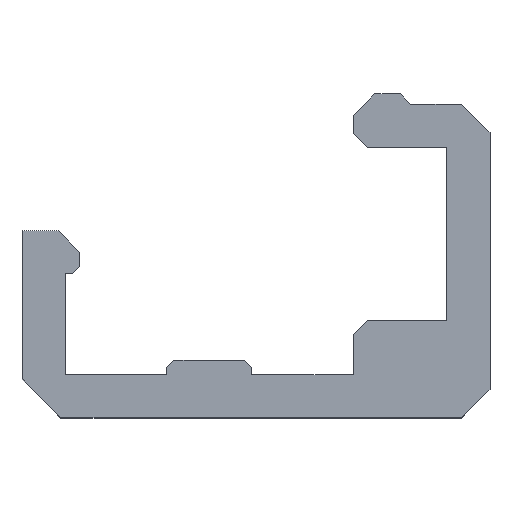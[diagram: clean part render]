
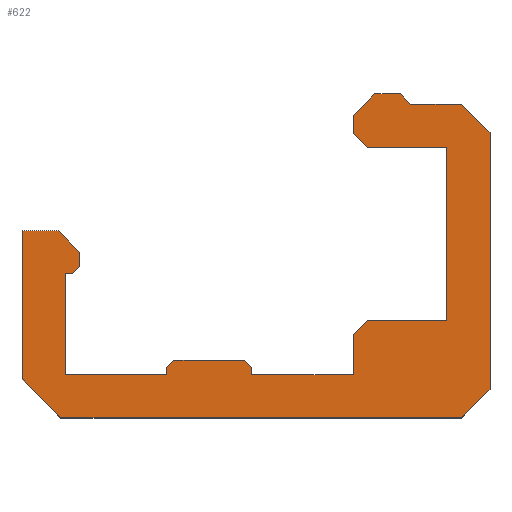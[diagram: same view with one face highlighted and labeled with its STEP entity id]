
A CAD part, top view. The second image highlights one B-rep face of the part: STEP entity #622.
In plain terms, the highlighted planar face has unit normal (0, 0, 1).
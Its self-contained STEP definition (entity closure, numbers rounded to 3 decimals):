
#16=FACE_OUTER_BOUND('',#48,.T.);
#48=EDGE_LOOP('',(#413,#414,#415,#416,#417,#418,#419,#420,#421,#422,#423,
#424,#425,#426,#427,#428,#429,#430,#431,#432,#433,#434,#435,#436,#437,#438,
#439,#440,#441,#442));
#79=LINE('',#859,#169);
#83=LINE('',#867,#173);
#84=LINE('',#869,#174);
#85=LINE('',#871,#175);
#86=LINE('',#873,#176);
#87=LINE('',#875,#177);
#88=LINE('',#877,#178);
#89=LINE('',#879,#179);
#90=LINE('',#881,#180);
#91=LINE('',#883,#181);
#92=LINE('',#885,#182);
#93=LINE('',#887,#183);
#94=LINE('',#889,#184);
#95=LINE('',#891,#185);
#96=LINE('',#893,#186);
#97=LINE('',#895,#187);
#98=LINE('',#897,#188);
#99=LINE('',#899,#189);
#100=LINE('',#901,#190);
#101=LINE('',#903,#191);
#102=LINE('',#905,#192);
#103=LINE('',#907,#193);
#104=LINE('',#909,#194);
#105=LINE('',#911,#195);
#106=LINE('',#913,#196);
#107=LINE('',#915,#197);
#108=LINE('',#917,#198);
#109=LINE('',#919,#199);
#110=LINE('',#921,#200);
#111=LINE('',#922,#201);
#169=VECTOR('',#703,10.);
#173=VECTOR('',#709,10.);
#174=VECTOR('',#710,10.);
#175=VECTOR('',#711,10.);
#176=VECTOR('',#712,10.);
#177=VECTOR('',#713,10.);
#178=VECTOR('',#714,10.);
#179=VECTOR('',#715,10.);
#180=VECTOR('',#716,10.);
#181=VECTOR('',#717,10.);
#182=VECTOR('',#718,10.);
#183=VECTOR('',#719,10.);
#184=VECTOR('',#720,10.);
#185=VECTOR('',#721,10.);
#186=VECTOR('',#722,10.);
#187=VECTOR('',#723,10.);
#188=VECTOR('',#724,10.);
#189=VECTOR('',#725,10.);
#190=VECTOR('',#726,10.);
#191=VECTOR('',#727,10.);
#192=VECTOR('',#728,10.);
#193=VECTOR('',#729,10.);
#194=VECTOR('',#730,10.);
#195=VECTOR('',#731,10.);
#196=VECTOR('',#732,10.);
#197=VECTOR('',#733,10.);
#198=VECTOR('',#734,10.);
#199=VECTOR('',#735,10.);
#200=VECTOR('',#736,10.);
#201=VECTOR('',#737,10.);
#259=VERTEX_POINT('',#857);
#260=VERTEX_POINT('',#858);
#263=VERTEX_POINT('',#866);
#264=VERTEX_POINT('',#868);
#265=VERTEX_POINT('',#870);
#266=VERTEX_POINT('',#872);
#267=VERTEX_POINT('',#874);
#268=VERTEX_POINT('',#876);
#269=VERTEX_POINT('',#878);
#270=VERTEX_POINT('',#880);
#271=VERTEX_POINT('',#882);
#272=VERTEX_POINT('',#884);
#273=VERTEX_POINT('',#886);
#274=VERTEX_POINT('',#888);
#275=VERTEX_POINT('',#890);
#276=VERTEX_POINT('',#892);
#277=VERTEX_POINT('',#894);
#278=VERTEX_POINT('',#896);
#279=VERTEX_POINT('',#898);
#280=VERTEX_POINT('',#900);
#281=VERTEX_POINT('',#902);
#282=VERTEX_POINT('',#904);
#283=VERTEX_POINT('',#906);
#284=VERTEX_POINT('',#908);
#285=VERTEX_POINT('',#910);
#286=VERTEX_POINT('',#912);
#287=VERTEX_POINT('',#914);
#288=VERTEX_POINT('',#916);
#289=VERTEX_POINT('',#918);
#290=VERTEX_POINT('',#920);
#319=EDGE_CURVE('',#259,#260,#79,.T.);
#323=EDGE_CURVE('',#259,#263,#83,.T.);
#324=EDGE_CURVE('',#264,#263,#84,.T.);
#325=EDGE_CURVE('',#265,#264,#85,.T.);
#326=EDGE_CURVE('',#265,#266,#86,.T.);
#327=EDGE_CURVE('',#267,#266,#87,.T.);
#328=EDGE_CURVE('',#268,#267,#88,.T.);
#329=EDGE_CURVE('',#269,#268,#89,.T.);
#330=EDGE_CURVE('',#269,#270,#90,.T.);
#331=EDGE_CURVE('',#271,#270,#91,.T.);
#332=EDGE_CURVE('',#272,#271,#92,.T.);
#333=EDGE_CURVE('',#273,#272,#93,.T.);
#334=EDGE_CURVE('',#274,#273,#94,.T.);
#335=EDGE_CURVE('',#275,#274,#95,.T.);
#336=EDGE_CURVE('',#276,#275,#96,.T.);
#337=EDGE_CURVE('',#276,#277,#97,.T.);
#338=EDGE_CURVE('',#277,#278,#98,.T.);
#339=EDGE_CURVE('',#279,#278,#99,.T.);
#340=EDGE_CURVE('',#280,#279,#100,.T.);
#341=EDGE_CURVE('',#281,#280,#101,.T.);
#342=EDGE_CURVE('',#282,#281,#102,.T.);
#343=EDGE_CURVE('',#283,#282,#103,.T.);
#344=EDGE_CURVE('',#284,#283,#104,.T.);
#345=EDGE_CURVE('',#285,#284,#105,.T.);
#346=EDGE_CURVE('',#285,#286,#106,.T.);
#347=EDGE_CURVE('',#287,#286,#107,.T.);
#348=EDGE_CURVE('',#287,#288,#108,.T.);
#349=EDGE_CURVE('',#289,#288,#109,.T.);
#350=EDGE_CURVE('',#290,#289,#110,.T.);
#351=EDGE_CURVE('',#260,#290,#111,.T.);
#413=ORIENTED_EDGE('',*,*,#319,.F.);
#414=ORIENTED_EDGE('',*,*,#323,.T.);
#415=ORIENTED_EDGE('',*,*,#324,.F.);
#416=ORIENTED_EDGE('',*,*,#325,.F.);
#417=ORIENTED_EDGE('',*,*,#326,.T.);
#418=ORIENTED_EDGE('',*,*,#327,.F.);
#419=ORIENTED_EDGE('',*,*,#328,.F.);
#420=ORIENTED_EDGE('',*,*,#329,.F.);
#421=ORIENTED_EDGE('',*,*,#330,.T.);
#422=ORIENTED_EDGE('',*,*,#331,.F.);
#423=ORIENTED_EDGE('',*,*,#332,.F.);
#424=ORIENTED_EDGE('',*,*,#333,.F.);
#425=ORIENTED_EDGE('',*,*,#334,.F.);
#426=ORIENTED_EDGE('',*,*,#335,.F.);
#427=ORIENTED_EDGE('',*,*,#336,.F.);
#428=ORIENTED_EDGE('',*,*,#337,.T.);
#429=ORIENTED_EDGE('',*,*,#338,.T.);
#430=ORIENTED_EDGE('',*,*,#339,.F.);
#431=ORIENTED_EDGE('',*,*,#340,.F.);
#432=ORIENTED_EDGE('',*,*,#341,.F.);
#433=ORIENTED_EDGE('',*,*,#342,.F.);
#434=ORIENTED_EDGE('',*,*,#343,.F.);
#435=ORIENTED_EDGE('',*,*,#344,.F.);
#436=ORIENTED_EDGE('',*,*,#345,.F.);
#437=ORIENTED_EDGE('',*,*,#346,.T.);
#438=ORIENTED_EDGE('',*,*,#347,.F.);
#439=ORIENTED_EDGE('',*,*,#348,.T.);
#440=ORIENTED_EDGE('',*,*,#349,.F.);
#441=ORIENTED_EDGE('',*,*,#350,.F.);
#442=ORIENTED_EDGE('',*,*,#351,.F.);
#590=PLANE('',#668);
#622=ADVANCED_FACE('',(#16),#590,.T.);
#668=AXIS2_PLACEMENT_3D('',#865,#707,#708);
#703=DIRECTION('',(0.707,-0.707,0.));
#707=DIRECTION('center_axis',(0.,0.,1.));
#708=DIRECTION('ref_axis',(1.,0.,0.));
#709=DIRECTION('',(-1.,0.,0.));
#710=DIRECTION('',(0.,1.,0.));
#711=DIRECTION('',(-0.707,0.707,0.));
#712=DIRECTION('',(1.,0.,0.));
#713=DIRECTION('',(-0.707,-0.707,0.));
#714=DIRECTION('',(0.,-1.,0.));
#715=DIRECTION('',(0.707,-0.707,0.));
#716=DIRECTION('',(-1.,0.,0.));
#717=DIRECTION('',(0.707,-0.707,0.));
#718=DIRECTION('',(1.,0.,0.));
#719=DIRECTION('',(0.707,0.707,0.));
#720=DIRECTION('',(0.,1.,0.));
#721=DIRECTION('',(-0.707,0.707,0.));
#722=DIRECTION('',(-1.,0.,0.));
#723=DIRECTION('',(0.,-1.,0.));
#724=DIRECTION('',(-1.,0.,0.));
#725=DIRECTION('',(0.707,0.707,0.));
#726=DIRECTION('',(0.,1.,0.));
#727=DIRECTION('',(1.,0.,0.));
#728=DIRECTION('',(0.,-1.,0.));
#729=DIRECTION('',(0.707,-0.707,0.));
#730=DIRECTION('',(1.,0.,0.));
#731=DIRECTION('',(0.707,0.707,0.));
#732=DIRECTION('',(0.,-1.,0.));
#733=DIRECTION('',(1.,0.,0.));
#734=DIRECTION('',(0.,1.,0.));
#735=DIRECTION('',(-1.,0.,0.));
#736=DIRECTION('',(-0.707,-0.707,0.));
#737=DIRECTION('',(0.,-1.,0.));
#857=CARTESIAN_POINT('',(-0.5,10.,0.));
#858=CARTESIAN_POINT('',(1.,8.5,0.));
#859=CARTESIAN_POINT('',(3.688,5.813,0.));
#865=CARTESIAN_POINT('Origin',(13.25,8.5,0.));
#866=CARTESIAN_POINT('',(-3.,10.,0.));
#867=CARTESIAN_POINT('',(7.125,10.,0.));
#868=CARTESIAN_POINT('',(-3.,-0.293,0.));
#869=CARTESIAN_POINT('',(-3.,10.05,0.));
#870=CARTESIAN_POINT('',(-0.293,-3.,0.));
#871=CARTESIAN_POINT('',(-0.459,-2.834,0.));
#872=CARTESIAN_POINT('',(27.5,-3.,0.));
#873=CARTESIAN_POINT('',(-3.,-3.,0.));
#874=CARTESIAN_POINT('',(29.5,-1.,0.));
#875=CARTESIAN_POINT('',(27.313,-3.188,0.));
#876=CARTESIAN_POINT('',(29.5,16.786,0.));
#877=CARTESIAN_POINT('',(29.5,18.786,0.));
#878=CARTESIAN_POINT('',(27.5,18.786,0.));
#879=CARTESIAN_POINT('',(27.009,19.277,0.));
#880=CARTESIAN_POINT('',(24.,18.786,0.));
#881=CARTESIAN_POINT('',(29.5,18.786,0.));
#882=CARTESIAN_POINT('',(23.286,19.5,0.));
#883=CARTESIAN_POINT('',(23.634,19.152,0.));
#884=CARTESIAN_POINT('',(21.5,19.5,0.));
#885=CARTESIAN_POINT('',(5.125,19.5,0.));
#886=CARTESIAN_POINT('',(20.,18.,0.));
#887=CARTESIAN_POINT('',(16.313,14.313,0.));
#888=CARTESIAN_POINT('',(20.,16.786,0.));
#889=CARTESIAN_POINT('',(20.,15.786,0.));
#890=CARTESIAN_POINT('',(21.,15.786,0.));
#891=CARTESIAN_POINT('',(20.634,16.152,0.));
#892=CARTESIAN_POINT('',(26.5,15.786,0.));
#893=CARTESIAN_POINT('',(26.5,15.786,0.));
#894=CARTESIAN_POINT('',(26.5,3.786,0.));
#895=CARTESIAN_POINT('',(26.5,15.786,0.));
#896=CARTESIAN_POINT('',(21.,3.786,0.));
#897=CARTESIAN_POINT('',(26.5,3.786,0.));
#898=CARTESIAN_POINT('',(20.,2.786,0.));
#899=CARTESIAN_POINT('',(19.991,2.777,0.));
#900=CARTESIAN_POINT('',(20.,0.,0.));
#901=CARTESIAN_POINT('',(20.,0.,0.));
#902=CARTESIAN_POINT('',(12.95,0.,0.));
#903=CARTESIAN_POINT('',(12.95,0.,0.));
#904=CARTESIAN_POINT('',(12.95,0.5,0.));
#905=CARTESIAN_POINT('',(12.95,1.,0.));
#906=CARTESIAN_POINT('',(12.45,1.,0.));
#907=CARTESIAN_POINT('',(10.9,2.55,0.));
#908=CARTESIAN_POINT('',(7.55,1.,0.));
#909=CARTESIAN_POINT('',(7.05,1.,0.));
#910=CARTESIAN_POINT('',(7.05,0.5,0.));
#911=CARTESIAN_POINT('',(10.725,4.175,0.));
#912=CARTESIAN_POINT('',(7.05,0.,0.));
#913=CARTESIAN_POINT('',(7.05,1.,0.));
#914=CARTESIAN_POINT('',(0.,0.,0.));
#915=CARTESIAN_POINT('',(0.,0.,0.));
#916=CARTESIAN_POINT('',(0.,7.05,0.));
#917=CARTESIAN_POINT('',(0.,0.,0.));
#918=CARTESIAN_POINT('',(0.5,7.05,0.));
#919=CARTESIAN_POINT('',(1.,7.05,0.));
#920=CARTESIAN_POINT('',(1.,7.55,0.));
#921=CARTESIAN_POINT('',(4.175,10.725,0.));
#922=CARTESIAN_POINT('',(1.,12.95,0.));
